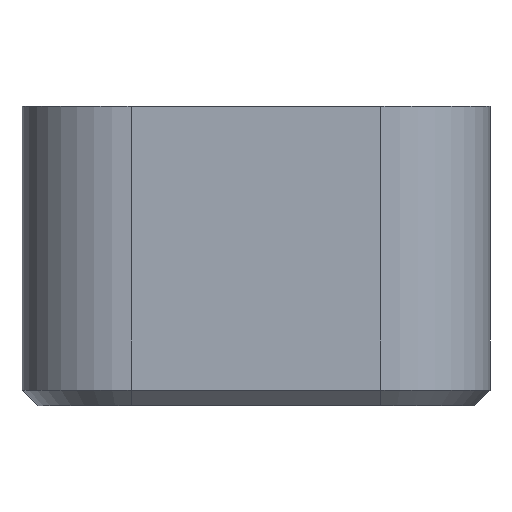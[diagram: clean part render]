
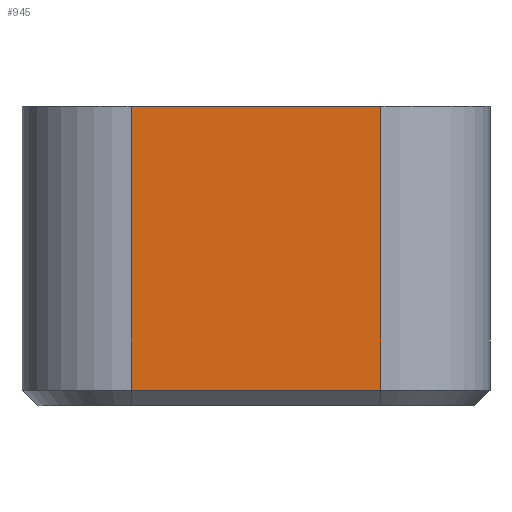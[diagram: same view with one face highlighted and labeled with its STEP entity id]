
A CAD part, left-side view. The second image highlights one B-rep face of the part: STEP entity #945.
In plain terms, the highlighted planar face has unit normal (-1, 0, 0).
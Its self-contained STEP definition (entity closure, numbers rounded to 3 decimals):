
#32 = PLANE('',#33);
#33 = AXIS2_PLACEMENT_3D('',#34,#35,#36);
#34 = CARTESIAN_POINT('',(0.,0.,19.2));
#35 = DIRECTION('',(0.,0.,1.));
#36 = DIRECTION('',(1.,0.,0.));
#355 = VERTEX_POINT('',#356);
#356 = CARTESIAN_POINT('',(0.,23.,19.2));
#375 = CYLINDRICAL_SURFACE('',#376,7.);
#376 = AXIS2_PLACEMENT_3D('',#377,#378,#379);
#377 = CARTESIAN_POINT('',(7.,23.,19.2));
#378 = DIRECTION('',(0.,0.,-1.));
#379 = DIRECTION('',(-1.,-0.,-0.));
#387 = EDGE_CURVE('',#355,#388,#390,.T.);
#388 = VERTEX_POINT('',#389);
#389 = CARTESIAN_POINT('',(0.,7.,19.2));
#390 = SURFACE_CURVE('',#391,(#395,#402),.PCURVE_S1.);
#391 = LINE('',#392,#393);
#392 = CARTESIAN_POINT('',(0.,30.,19.2));
#393 = VECTOR('',#394,1.);
#394 = DIRECTION('',(0.,-1.,0.));
#395 = PCURVE('',#32,#396);
#396 = DEFINITIONAL_REPRESENTATION('',(#397),#401);
#397 = LINE('',#398,#399);
#398 = CARTESIAN_POINT('',(0.,30.));
#399 = VECTOR('',#400,1.);
#400 = DIRECTION('',(0.,-1.));
#401 = ( GEOMETRIC_REPRESENTATION_CONTEXT(2) 
PARAMETRIC_REPRESENTATION_CONTEXT() REPRESENTATION_CONTEXT('2D SPACE',''
  ) );
#402 = PCURVE('',#403,#408);
#403 = PLANE('',#404);
#404 = AXIS2_PLACEMENT_3D('',#405,#406,#407);
#405 = CARTESIAN_POINT('',(0.,0.,0.));
#406 = DIRECTION('',(1.,0.,0.));
#407 = DIRECTION('',(0.,0.,1.));
#408 = DEFINITIONAL_REPRESENTATION('',(#409),#413);
#409 = LINE('',#410,#411);
#410 = CARTESIAN_POINT('',(19.2,-30.));
#411 = VECTOR('',#412,1.);
#412 = DIRECTION('',(0.,1.));
#413 = ( GEOMETRIC_REPRESENTATION_CONTEXT(2) 
PARAMETRIC_REPRESENTATION_CONTEXT() REPRESENTATION_CONTEXT('2D SPACE',''
  ) );
#430 = CYLINDRICAL_SURFACE('',#431,7.);
#431 = AXIS2_PLACEMENT_3D('',#432,#433,#434);
#432 = CARTESIAN_POINT('',(7.,7.,0.));
#433 = DIRECTION('',(0.,0.,1.));
#434 = DIRECTION('',(-1.,0.,0.));
#839 = EDGE_CURVE('',#840,#388,#842,.T.);
#840 = VERTEX_POINT('',#841);
#841 = CARTESIAN_POINT('',(0.,7.,1.));
#842 = SURFACE_CURVE('',#843,(#847,#854),.PCURVE_S1.);
#843 = LINE('',#844,#845);
#844 = CARTESIAN_POINT('',(0.,7.,0.));
#845 = VECTOR('',#846,1.);
#846 = DIRECTION('',(0.,0.,1.));
#847 = PCURVE('',#430,#848);
#848 = DEFINITIONAL_REPRESENTATION('',(#849),#853);
#849 = LINE('',#850,#851);
#850 = CARTESIAN_POINT('',(0.,0.));
#851 = VECTOR('',#852,1.);
#852 = DIRECTION('',(0.,1.));
#853 = ( GEOMETRIC_REPRESENTATION_CONTEXT(2) 
PARAMETRIC_REPRESENTATION_CONTEXT() REPRESENTATION_CONTEXT('2D SPACE',''
  ) );
#854 = PCURVE('',#403,#855);
#855 = DEFINITIONAL_REPRESENTATION('',(#856),#860);
#856 = LINE('',#857,#858);
#857 = CARTESIAN_POINT('',(0.,-7.));
#858 = VECTOR('',#859,1.);
#859 = DIRECTION('',(1.,0.));
#860 = ( GEOMETRIC_REPRESENTATION_CONTEXT(2) 
PARAMETRIC_REPRESENTATION_CONTEXT() REPRESENTATION_CONTEXT('2D SPACE',''
  ) );
#945 = ADVANCED_FACE('',(#946),#403,.F.);
#946 = FACE_BOUND('',#947,.F.);
#947 = EDGE_LOOP('',(#948,#949,#977,#998));
#948 = ORIENTED_EDGE('',*,*,#839,.F.);
#949 = ORIENTED_EDGE('',*,*,#950,.F.);
#950 = EDGE_CURVE('',#951,#840,#953,.T.);
#951 = VERTEX_POINT('',#952);
#952 = CARTESIAN_POINT('',(0.,23.,1.));
#953 = SURFACE_CURVE('',#954,(#958,#965),.PCURVE_S1.);
#954 = LINE('',#955,#956);
#955 = CARTESIAN_POINT('',(0.,23.,1.));
#956 = VECTOR('',#957,1.);
#957 = DIRECTION('',(-0.,-1.,-0.));
#958 = PCURVE('',#403,#959);
#959 = DEFINITIONAL_REPRESENTATION('',(#960),#964);
#960 = LINE('',#961,#962);
#961 = CARTESIAN_POINT('',(1.,-23.));
#962 = VECTOR('',#963,1.);
#963 = DIRECTION('',(-0.,1.));
#964 = ( GEOMETRIC_REPRESENTATION_CONTEXT(2) 
PARAMETRIC_REPRESENTATION_CONTEXT() REPRESENTATION_CONTEXT('2D SPACE',''
  ) );
#965 = PCURVE('',#966,#971);
#966 = PLANE('',#967);
#967 = AXIS2_PLACEMENT_3D('',#968,#969,#970);
#968 = CARTESIAN_POINT('',(0.5,23.,0.5));
#969 = DIRECTION('',(-0.707,0.,-0.707));
#970 = DIRECTION('',(0.,1.,0.));
#971 = DEFINITIONAL_REPRESENTATION('',(#972),#976);
#972 = LINE('',#973,#974);
#973 = CARTESIAN_POINT('',(-0.,-0.707));
#974 = VECTOR('',#975,1.);
#975 = DIRECTION('',(-1.,0.));
#976 = ( GEOMETRIC_REPRESENTATION_CONTEXT(2) 
PARAMETRIC_REPRESENTATION_CONTEXT() REPRESENTATION_CONTEXT('2D SPACE',''
  ) );
#977 = ORIENTED_EDGE('',*,*,#978,.F.);
#978 = EDGE_CURVE('',#355,#951,#979,.T.);
#979 = SURFACE_CURVE('',#980,(#984,#991),.PCURVE_S1.);
#980 = LINE('',#981,#982);
#981 = CARTESIAN_POINT('',(0.,23.,19.2));
#982 = VECTOR('',#983,1.);
#983 = DIRECTION('',(0.,0.,-1.));
#984 = PCURVE('',#403,#985);
#985 = DEFINITIONAL_REPRESENTATION('',(#986),#990);
#986 = LINE('',#987,#988);
#987 = CARTESIAN_POINT('',(19.2,-23.));
#988 = VECTOR('',#989,1.);
#989 = DIRECTION('',(-1.,0.));
#990 = ( GEOMETRIC_REPRESENTATION_CONTEXT(2) 
PARAMETRIC_REPRESENTATION_CONTEXT() REPRESENTATION_CONTEXT('2D SPACE',''
  ) );
#991 = PCURVE('',#375,#992);
#992 = DEFINITIONAL_REPRESENTATION('',(#993),#997);
#993 = LINE('',#994,#995);
#994 = CARTESIAN_POINT('',(0.,0.));
#995 = VECTOR('',#996,1.);
#996 = DIRECTION('',(0.,1.));
#997 = ( GEOMETRIC_REPRESENTATION_CONTEXT(2) 
PARAMETRIC_REPRESENTATION_CONTEXT() REPRESENTATION_CONTEXT('2D SPACE',''
  ) );
#998 = ORIENTED_EDGE('',*,*,#387,.T.);
